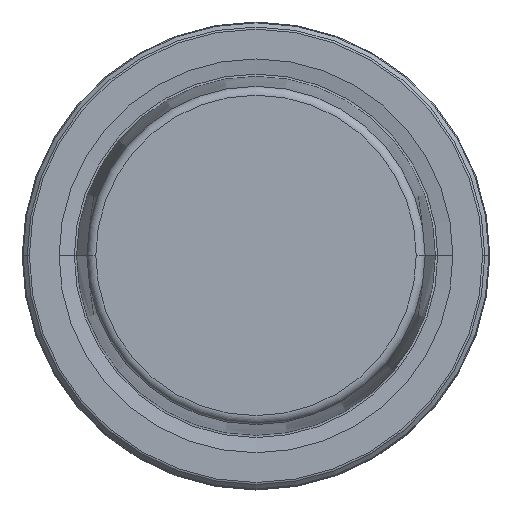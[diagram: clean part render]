
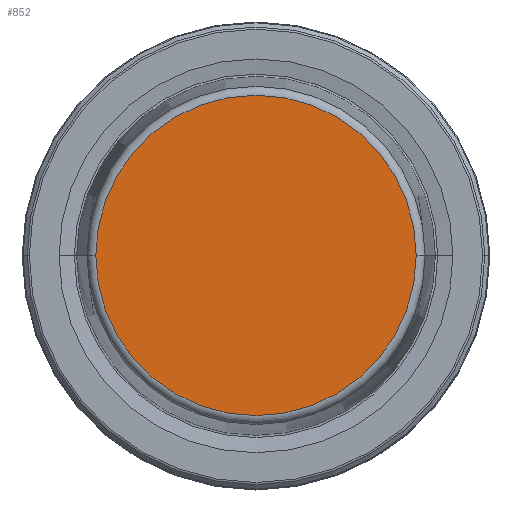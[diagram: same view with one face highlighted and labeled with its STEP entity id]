
A CAD part, top view. The second image highlights one B-rep face of the part: STEP entity #852.
In plain terms, the highlighted planar face has unit normal (0, 0, 1).
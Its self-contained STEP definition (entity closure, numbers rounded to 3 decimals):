
#269 = DIRECTION ( 'NONE',  ( -1., 0., 0. ) ) ;
#335 = CARTESIAN_POINT ( 'NONE',  ( 0., 0., 31.9 ) ) ;
#340 = CARTESIAN_POINT ( 'NONE',  ( 21.581, 0., 31.9 ) ) ;
#369 = FACE_OUTER_BOUND ( 'NONE', #855, .T. ) ;
#559 = DIRECTION ( 'NONE',  ( 1., 0., 0. ) ) ;
#563 = DIRECTION ( 'NONE',  ( 0., 0., 1. ) ) ;
#656 = EDGE_CURVE ( 'NONE', #1630, #694, #2586, .T. ) ;
#694 = VERTEX_POINT ( 'NONE', #2080 ) ;
#777 = AXIS2_PLACEMENT_3D ( 'NONE', #1364, #1587, #269 ) ;
#852 = ADVANCED_FACE ( 'NONE', ( #369 ), #2654, .F. ) ;
#855 = EDGE_LOOP ( 'NONE', ( #2539, #1346 ) ) ;
#1010 = DIRECTION ( 'NONE',  ( 1., 0., 0. ) ) ;
#1229 = AXIS2_PLACEMENT_3D ( 'NONE', #335, #1868, #559 ) ;
#1346 = ORIENTED_EDGE ( 'NONE', *, *, #1540, .T. ) ;
#1364 = CARTESIAN_POINT ( 'NONE',  ( 0., 0., 31.9 ) ) ;
#1483 = CIRCLE ( 'NONE', #1229, 21.581 ) ;
#1540 = EDGE_CURVE ( 'NONE', #694, #1630, #1483, .T. ) ;
#1587 = DIRECTION ( 'NONE',  ( 0., 0., -1. ) ) ;
#1630 = VERTEX_POINT ( 'NONE', #340 ) ;
#1648 = CARTESIAN_POINT ( 'NONE',  ( 0., 0., 31.9 ) ) ;
#1868 = DIRECTION ( 'NONE',  ( 0., 0., 1. ) ) ;
#1994 = AXIS2_PLACEMENT_3D ( 'NONE', #1648, #563, #1010 ) ;
#2080 = CARTESIAN_POINT ( 'NONE',  ( -21.581, 0., 31.9 ) ) ;
#2539 = ORIENTED_EDGE ( 'NONE', *, *, #656, .T. ) ;
#2586 = CIRCLE ( 'NONE', #1994, 21.581 ) ;
#2654 = PLANE ( 'NONE',  #777 ) ;
